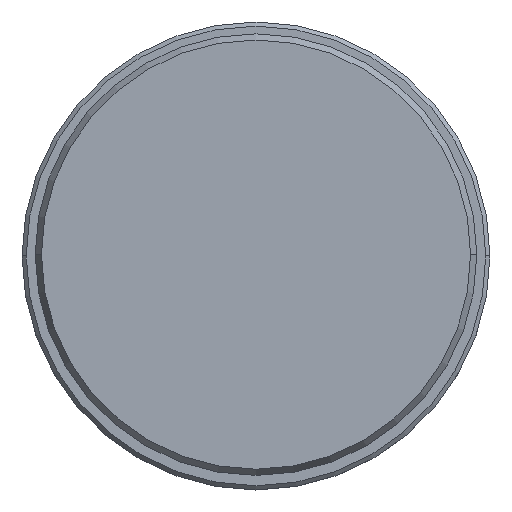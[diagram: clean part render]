
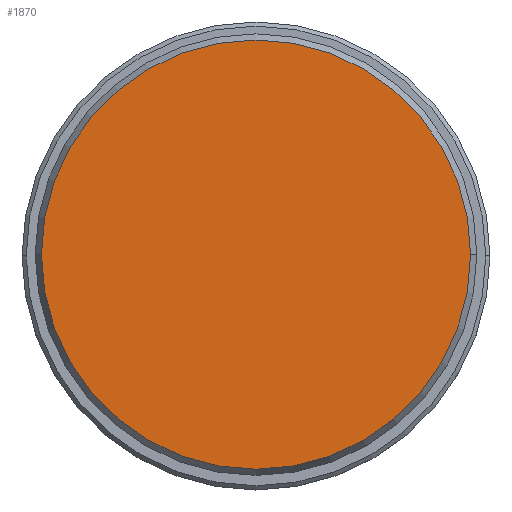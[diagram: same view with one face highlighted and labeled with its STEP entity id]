
A CAD part, top view. The second image highlights one B-rep face of the part: STEP entity #1870.
In plain terms, the highlighted planar face has unit normal (0, 0, 1).
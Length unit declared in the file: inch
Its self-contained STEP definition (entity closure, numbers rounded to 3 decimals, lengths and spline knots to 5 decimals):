
#148 = CARTESIAN_POINT ( 'NONE',  ( -0.7623, 0.59604, 1.20903 ) ) ;
#186 = EDGE_CURVE ( 'NONE', #335, #1497, #932, .T. ) ;
#203 = EDGE_LOOP ( 'NONE', ( #1399, #406 ) ) ;
#215 = CIRCLE ( 'NONE', #1032, 0.51597 ) ;
#222 = FACE_OUTER_BOUND ( 'NONE', #203, .T. ) ;
#322 = PLANE ( 'NONE',  #1384 ) ;
#333 = EDGE_CURVE ( 'NONE', #1497, #335, #215, .T. ) ;
#335 = VERTEX_POINT ( 'NONE', #148 ) ;
#406 = ORIENTED_EDGE ( 'NONE', *, *, #333, .T. ) ;
#441 = DIRECTION ( 'NONE',  ( 0., 0., 1. ) ) ;
#545 = CARTESIAN_POINT ( 'NONE',  ( -0.24633, 1.13275, 1.20903 ) ) ;
#648 = DIRECTION ( 'NONE',  ( -1., 0., 0. ) ) ;
#792 = CARTESIAN_POINT ( 'NONE',  ( -0.24633, 0.59604, 1.20903 ) ) ;
#855 = DIRECTION ( 'NONE',  ( -1., 0., 0. ) ) ;
#932 = CIRCLE ( 'NONE', #1670, 0.51597 ) ;
#1032 = AXIS2_PLACEMENT_3D ( 'NONE', #792, #1129, #648 ) ;
#1087 = CARTESIAN_POINT ( 'NONE',  ( -0.24633, 0.59604, 1.20903 ) ) ;
#1129 = DIRECTION ( 'NONE',  ( 0., 0., 1. ) ) ;
#1263 = DIRECTION ( 'NONE',  ( -1., 0., 0. ) ) ;
#1358 = DIRECTION ( 'NONE',  ( 0., 0., -1. ) ) ;
#1384 = AXIS2_PLACEMENT_3D ( 'NONE', #545, #1358, #855 ) ;
#1399 = ORIENTED_EDGE ( 'NONE', *, *, #186, .T. ) ;
#1497 = VERTEX_POINT ( 'NONE', #1833 ) ;
#1670 = AXIS2_PLACEMENT_3D ( 'NONE', #1087, #441, #1263 ) ;
#1833 = CARTESIAN_POINT ( 'NONE',  ( 0.26964, 0.59604, 1.20903 ) ) ;
#1870 = ADVANCED_FACE ( 'NONE', ( #222 ), #322, .F. ) ;
